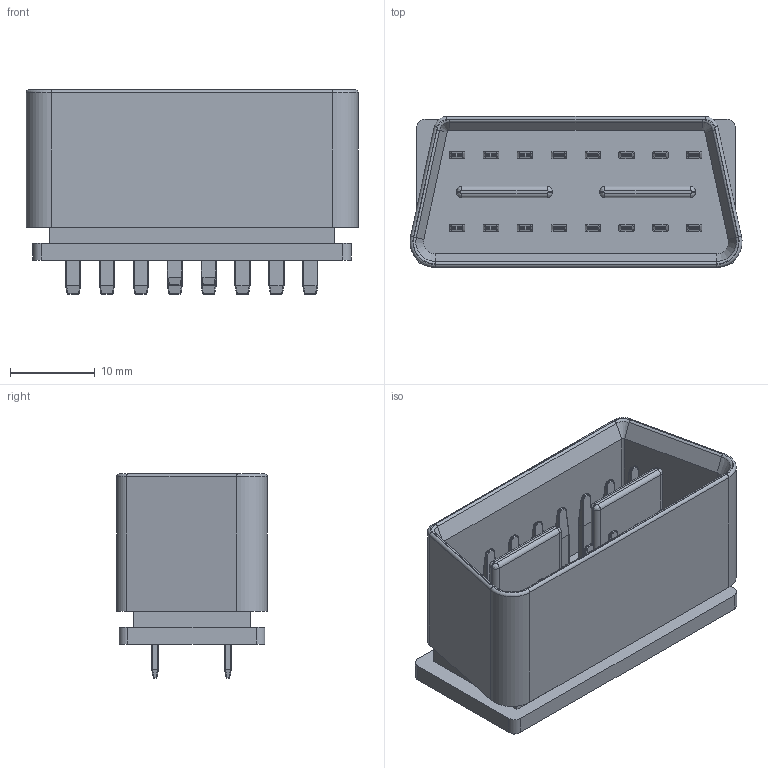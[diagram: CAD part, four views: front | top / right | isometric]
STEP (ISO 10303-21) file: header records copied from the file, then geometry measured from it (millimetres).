
FILE_DESCRIPTION(/* description */ (''),/* implementation_level */ '2;1');
FILE_NAME(/* name */ 'OBDII_Female.step',/* time_stamp */ '2023-02-06T12:30:50+10:00',/* author */ (''),/* organization */ (''),/* preprocessor_version */ 'ST-DEVELOPER v19.2',/* originating_system */ 'Autodesk Translation Framework v11.17.0.187',/* authorisation */ '');
FILE_SCHEMA (('AUTOMOTIVE_DESIGN { 1 0 10303 214 3 1 1 }'));
Length unit declared in the file: millimetre
Products named in the file (1): OBDII_Female
Bounding box: 39.19 x 17.8 x 24.1 mm (x, y, z)
Volume: 6192.8 mm3; surface area: 7197.3 mm2
Topology: 17 solids, 17 shells, 1147 faces, 2324 edges, 1216 vertices
Faces by surface type: cylinder 548, plane 259, sphere 256, bspline 72, torus 8, cone 4
Entity records: 30538 total; most frequent: CARTESIAN_POINT 6288, DIRECTION 5656, ORIENTED_EDGE 4648, EDGE_CURVE 2324, AXIS2_PLACEMENT_3D 2256, VERTEX_POINT 1216, EDGE_LOOP 1152, FACE_OUTER_BOUND 1147
